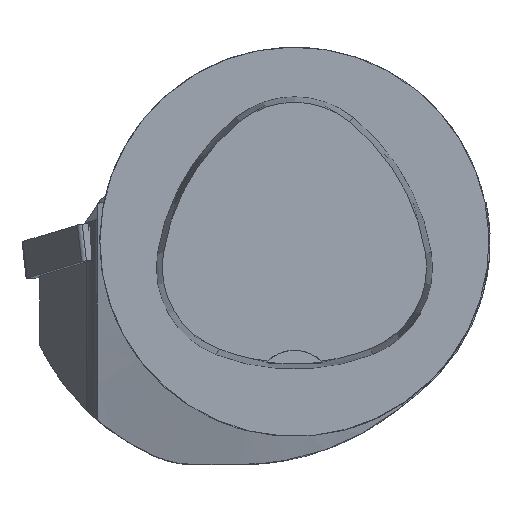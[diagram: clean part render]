
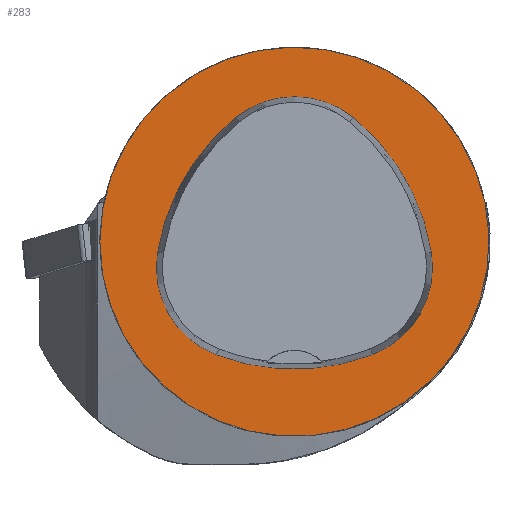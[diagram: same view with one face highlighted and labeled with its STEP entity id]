
A CAD part, top view. The second image highlights one B-rep face of the part: STEP entity #283.
In plain terms, the highlighted planar face has unit normal (0, 0, 1).
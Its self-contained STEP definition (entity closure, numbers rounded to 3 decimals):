
#283=ADVANCED_FACE('',(#704,#705),#360,.T.);
#360=PLANE('',#1926);
#704=FACE_BOUND('',#750,.T.);
#705=FACE_BOUND('',#751,.T.);
#750=EDGE_LOOP('',(#1019,#1020,#1021,#1022,#1023,#1024));
#751=EDGE_LOOP('',(#1025));
#1019=ORIENTED_EDGE('',*,*,#1603,.T.);
#1020=ORIENTED_EDGE('',*,*,#1583,.T.);
#1021=ORIENTED_EDGE('',*,*,#1587,.T.);
#1022=ORIENTED_EDGE('',*,*,#1590,.T.);
#1023=ORIENTED_EDGE('',*,*,#1593,.T.);
#1024=ORIENTED_EDGE('',*,*,#1601,.T.);
#1025=ORIENTED_EDGE('',*,*,#1573,.F.);
#1387=VERTEX_POINT('',#2858);
#1396=VERTEX_POINT('',#2878);
#1397=VERTEX_POINT('',#2879);
#1400=VERTEX_POINT('',#2887);
#1402=VERTEX_POINT('',#2893);
#1404=VERTEX_POINT('',#2899);
#1411=VERTEX_POINT('',#2920);
#1573=EDGE_CURVE('',#1387,#1387,#1726,.T.);
#1583=EDGE_CURVE('',#1396,#1397,#1727,.T.);
#1587=EDGE_CURVE('',#1397,#1400,#1729,.T.);
#1590=EDGE_CURVE('',#1400,#1402,#1731,.T.);
#1593=EDGE_CURVE('',#1402,#1404,#1733,.T.);
#1601=EDGE_CURVE('',#1404,#1411,#1737,.T.);
#1603=EDGE_CURVE('',#1411,#1396,#1739,.T.);
#1726=CIRCLE('',#1897,25.);
#1727=CIRCLE('',#1904,28.);
#1729=CIRCLE('',#1907,12.);
#1731=CIRCLE('',#1910,28.);
#1733=CIRCLE('',#1913,12.);
#1737=CIRCLE('',#1918,28.);
#1739=CIRCLE('',#1921,12.);
#1897=AXIS2_PLACEMENT_3D('',#2857,#2206,#2207);
#1904=AXIS2_PLACEMENT_3D('',#2877,#2224,#2225);
#1907=AXIS2_PLACEMENT_3D('',#2886,#2232,#2233);
#1910=AXIS2_PLACEMENT_3D('',#2892,#2239,#2240);
#1913=AXIS2_PLACEMENT_3D('',#2898,#2246,#2247);
#1918=AXIS2_PLACEMENT_3D('',#2921,#2258,#2259);
#1921=AXIS2_PLACEMENT_3D('',#2924,#2264,#2265);
#1926=AXIS2_PLACEMENT_3D('',#2929,#2274,#2275);
#2206=DIRECTION('',(0.,0.,-1.));
#2207=DIRECTION('',(-1.,0.,0.));
#2224=DIRECTION('',(0.,0.,-1.));
#2225=DIRECTION('',(-1.,0.,0.));
#2232=DIRECTION('',(0.,0.,-1.));
#2233=DIRECTION('',(-1.,0.,0.));
#2239=DIRECTION('',(0.,0.,-1.));
#2240=DIRECTION('',(-1.,0.,0.));
#2246=DIRECTION('',(0.,0.,-1.));
#2247=DIRECTION('',(-1.,0.,0.));
#2258=DIRECTION('',(0.,0.,-1.));
#2259=DIRECTION('',(-1.,0.,0.));
#2264=DIRECTION('',(0.,0.,-1.));
#2265=DIRECTION('',(-1.,0.,0.));
#2274=DIRECTION('',(0.,0.,1.));
#2275=DIRECTION('',(1.,0.,0.));
#2857=CARTESIAN_POINT('',(0.,0.,0.));
#2858=CARTESIAN_POINT('',(-25.,0.,0.));
#2877=CARTESIAN_POINT('',(10.068,-5.824,0.));
#2878=CARTESIAN_POINT('',(-17.584,-1.424,0.));
#2879=CARTESIAN_POINT('',(-7.531,15.953,0.));
#2886=CARTESIAN_POINT('',(0.011,6.62,0.));
#2887=CARTESIAN_POINT('',(7.567,15.942,0.));
#2892=CARTESIAN_POINT('',(-10.063,-5.81,0.));
#2893=CARTESIAN_POINT('',(17.59,-1.418,0.));
#2898=CARTESIAN_POINT('',(5.739,-3.3,0.));
#2899=CARTESIAN_POINT('',(10.05,-14.499,0.));
#2920=CARTESIAN_POINT('',(-10.025,-14.516,0.));
#2921=CARTESIAN_POINT('',(-0.01,11.631,0.));
#2924=CARTESIAN_POINT('',(-5.733,-3.31,0.));
#2929=CARTESIAN_POINT('',(0.,0.,0.));
